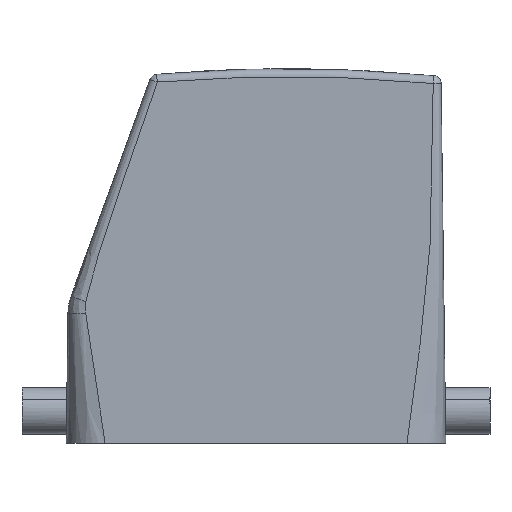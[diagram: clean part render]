
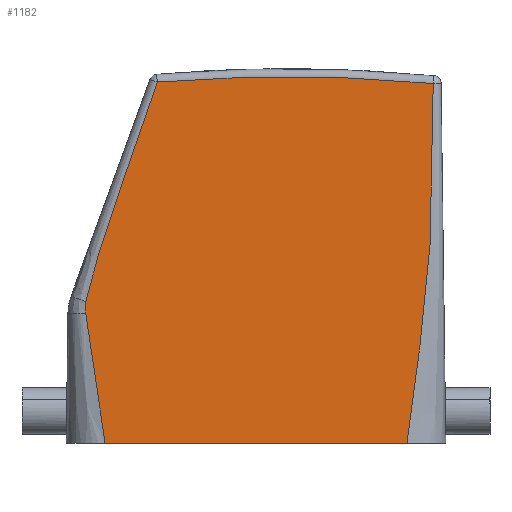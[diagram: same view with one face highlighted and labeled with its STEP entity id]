
A CAD part, left-side view. The second image highlights one B-rep face of the part: STEP entity #1182.
In plain terms, the highlighted planar face has unit normal (-1, 0, 0).
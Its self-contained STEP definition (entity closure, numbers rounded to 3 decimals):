
#845=AXIS2_PLACEMENT_3D('Circle Axis2P3D',#843,#844,$) ;
#1107=AXIS2_PLACEMENT_3D('Plane Axis2P3D',#1104,#1105,#1106) ;
#188=CARTESIAN_POINT('Vertex',(0.,63.985,69.452)) ;
#556=CARTESIAN_POINT('Control Point',(0.,63.985,69.452)) ;
#557=CARTESIAN_POINT('Control Point',(0.,64.667,67.538)) ;
#558=CARTESIAN_POINT('Control Point',(0.,65.339,65.641)) ;
#559=CARTESIAN_POINT('Control Point',(0.,65.994,63.782)) ;
#560=CARTESIAN_POINT('Control Point',(0.,67.26,60.162)) ;
#561=CARTESIAN_POINT('Control Point',(0.,68.514,56.54)) ;
#562=CARTESIAN_POINT('Control Point',(0.,69.099,54.843)) ;
#563=CARTESIAN_POINT('Control Point',(0.,70.264,51.447)) ;
#564=CARTESIAN_POINT('Control Point',(0.,71.421,48.051)) ;
#565=CARTESIAN_POINT('Control Point',(0.,71.996,46.353)) ;
#566=CARTESIAN_POINT('Control Point',(0.,72.978,43.435)) ;
#567=CARTESIAN_POINT('Control Point',(0.,73.942,40.513)) ;
#568=CARTESIAN_POINT('Control Point',(0.,74.315,39.371)) ;
#569=CARTESIAN_POINT('Control Point',(0.,75.311,36.235)) ;
#570=CARTESIAN_POINT('Control Point',(0.,76.238,33.079)) ;
#571=CARTESIAN_POINT('Control Point',(0.,76.77,31.147)) ;
#572=CARTESIAN_POINT('Control Point',(0.,77.268,29.206)) ;
#573=CARTESIAN_POINT('Control Point',(0.,77.735,27.257)) ;
#574=CARTESIAN_POINT('Vertex',(0.,77.735,27.257)) ;
#840=CARTESIAN_POINT('Vertex',(0.,10.921,69.176)) ;
#843=CARTESIAN_POINT('Axis2P3D Location',(0.,39.,-228.)) ;
#1104=CARTESIAN_POINT('Axis2P3D Location',(0.,6.967,-30.8)) ;
#1110=CARTESIAN_POINT('Control Point',(0.,77.735,27.257)) ;
#1111=CARTESIAN_POINT('Control Point',(0.,77.822,26.799)) ;
#1112=CARTESIAN_POINT('Control Point',(0.,77.867,26.333)) ;
#1113=CARTESIAN_POINT('Control Point',(0.,77.87,25.865)) ;
#1114=CARTESIAN_POINT('Control Point',(0.,77.828,25.403)) ;
#1115=CARTESIAN_POINT('Control Point',(0.,77.743,24.955)) ;
#1116=CARTESIAN_POINT('Vertex',(0.,77.743,24.955)) ;
#1120=CARTESIAN_POINT('Control Point',(0.,77.743,24.955)) ;
#1121=CARTESIAN_POINT('Control Point',(0.,77.326,21.512)) ;
#1122=CARTESIAN_POINT('Control Point',(0.,76.835,18.072)) ;
#1123=CARTESIAN_POINT('Control Point',(0.,76.298,14.68)) ;
#1124=CARTESIAN_POINT('Control Point',(0.,75.662,10.725)) ;
#1125=CARTESIAN_POINT('Control Point',(0.,75.041,6.763)) ;
#1126=CARTESIAN_POINT('Control Point',(0.,74.975,6.341)) ;
#1127=CARTESIAN_POINT('Control Point',(0.,74.817,5.324)) ;
#1128=CARTESIAN_POINT('Control Point',(0.,74.662,4.312)) ;
#1129=CARTESIAN_POINT('Control Point',(0.,74.586,3.818)) ;
#1130=CARTESIAN_POINT('Control Point',(0.,74.425,2.758)) ;
#1131=CARTESIAN_POINT('Control Point',(0.,74.267,1.7)) ;
#1132=CARTESIAN_POINT('Control Point',(0.,74.182,1.135)) ;
#1133=CARTESIAN_POINT('Control Point',(0.,74.099,0.568)) ;
#1134=CARTESIAN_POINT('Control Point',(0.,74.015,0.)) ;
#1135=CARTESIAN_POINT('Vertex',(0.,74.015,0.)) ;
#1138=CARTESIAN_POINT('Line Origine',(0.,45.001,0.)) ;
#1142=CARTESIAN_POINT('Vertex',(0.,15.987,0.)) ;
#1146=CARTESIAN_POINT('Control Point',(0.,10.921,69.176)) ;
#1147=CARTESIAN_POINT('Control Point',(0.,10.919,67.615)) ;
#1148=CARTESIAN_POINT('Control Point',(0.,10.92,66.054)) ;
#1149=CARTESIAN_POINT('Control Point',(0.,10.924,64.492)) ;
#1150=CARTESIAN_POINT('Control Point',(0.,10.935,62.229)) ;
#1151=CARTESIAN_POINT('Control Point',(0.,10.953,59.967)) ;
#1152=CARTESIAN_POINT('Control Point',(0.,10.959,59.244)) ;
#1153=CARTESIAN_POINT('Control Point',(0.,10.984,56.528)) ;
#1154=CARTESIAN_POINT('Control Point',(0.,11.018,53.811)) ;
#1155=CARTESIAN_POINT('Control Point',(0.,11.05,51.697)) ;
#1156=CARTESIAN_POINT('Control Point',(0.,11.094,49.267)) ;
#1157=CARTESIAN_POINT('Control Point',(0.,11.158,46.849)) ;
#1158=CARTESIAN_POINT('Control Point',(0.,11.17,46.433)) ;
#1159=CARTESIAN_POINT('Control Point',(0.,11.345,40.487)) ;
#1160=CARTESIAN_POINT('Control Point',(0.,11.666,34.543)) ;
#1161=CARTESIAN_POINT('Control Point',(0.,12.194,29.003)) ;
#1162=CARTESIAN_POINT('Control Point',(0.,13.111,21.358)) ;
#1163=CARTESIAN_POINT('Control Point',(0.,14.14,13.726)) ;
#1164=CARTESIAN_POINT('Control Point',(0.,14.43,11.601)) ;
#1165=CARTESIAN_POINT('Control Point',(0.,14.78,9.039)) ;
#1166=CARTESIAN_POINT('Control Point',(0.,15.127,6.477)) ;
#1167=CARTESIAN_POINT('Control Point',(0.,15.186,6.04)) ;
#1168=CARTESIAN_POINT('Control Point',(0.,15.385,4.564)) ;
#1169=CARTESIAN_POINT('Control Point',(0.,15.581,3.091)) ;
#1170=CARTESIAN_POINT('Control Point',(0.,15.717,2.06)) ;
#1171=CARTESIAN_POINT('Control Point',(0.,15.852,1.031)) ;
#1172=CARTESIAN_POINT('Control Point',(0.,15.987,0.)) ;
#844=DIRECTION('Axis2P3D Direction',(-1.,0.,0.)) ;
#1105=DIRECTION('Axis2P3D Direction',(-1.,0.,0.)) ;
#1106=DIRECTION('Axis2P3D XDirection',(0.,-0.17,0.985)) ;
#1139=DIRECTION('Vector Direction',(0.,-1.,0.)) ;
#1140=VECTOR('Line Direction',#1139,1.) ;
#1175=ORIENTED_EDGE('',*,*,#576,.F.) ;
#1176=ORIENTED_EDGE('',*,*,#1118,.F.) ;
#1177=ORIENTED_EDGE('',*,*,#1137,.F.) ;
#1178=ORIENTED_EDGE('',*,*,#1144,.T.) ;
#1179=ORIENTED_EDGE('',*,*,#1173,.T.) ;
#1180=ORIENTED_EDGE('',*,*,#847,.T.) ;
#1182=ADVANCED_FACE('Housing',(#1181),#1108,.T.) ;
#555=B_SPLINE_CURVE_WITH_KNOTS('',5,(#556,#557,#558,#559,#560,#561,#562,#563,#564,#565,#566,#567,#568,#569,#570,#571,#572,#573),.UNSPECIFIED.,.F.,.U.,(6,3,3,3,3,6),(46.846,56.964,65.89,74.816,81.222,91.225),.UNSPECIFIED.) ;
#1109=B_SPLINE_CURVE_WITH_KNOTS('',5,(#1110,#1111,#1112,#1113,#1114,#1115),.UNSPECIFIED.,.F.,.U.,(6,6),(0.,3.276),.UNSPECIFIED.) ;
#1119=B_SPLINE_CURVE_WITH_KNOTS('',5,(#1120,#1121,#1122,#1123,#1124,#1125,#1126,#1127,#1128,#1129,#1130,#1131,#1132,#1133,#1134),.UNSPECIFIED.,.F.,.U.,(6,3,3,3,6),(0.,24.507,28.211,31.774,35.859),.UNSPECIFIED.) ;
#1145=B_SPLINE_CURVE_WITH_KNOTS('',5,(#1146,#1147,#1148,#1149,#1150,#1151,#1152,#1153,#1154,#1155,#1156,#1157,#1158,#1159,#1160,#1161,#1162,#1163,#1164,#1165,#1166,#1167,#1168,#1169,#1170,#1171,#1172),.UNSPECIFIED.,.F.,.U.,(6,3,3,3,3,3,3,3,6),(0.,11.056,16.021,30.291,33.14,72.412,87.57,90.689,98.087),.UNSPECIFIED.) ;
#846=CIRCLE('generated circle',#845,298.5) ;
#576=EDGE_CURVE('',#575,#189,#555,.F.) ;
#847=EDGE_CURVE('',#841,#189,#846,.T.) ;
#1118=EDGE_CURVE('',#1117,#575,#1109,.F.) ;
#1137=EDGE_CURVE('',#1136,#1117,#1119,.F.) ;
#1144=EDGE_CURVE('',#1136,#1143,#1141,.T.) ;
#1173=EDGE_CURVE('',#1143,#841,#1145,.F.) ;
#1174=EDGE_LOOP('',(#1175,#1176,#1177,#1178,#1179,#1180)) ;
#1181=FACE_OUTER_BOUND('',#1174,.T.) ;
#1141=LINE('Line',#1138,#1140) ;
#1108=PLANE('',#1107) ;
#189=VERTEX_POINT('',#188) ;
#575=VERTEX_POINT('',#574) ;
#841=VERTEX_POINT('',#840) ;
#1117=VERTEX_POINT('',#1116) ;
#1136=VERTEX_POINT('',#1135) ;
#1143=VERTEX_POINT('',#1142) ;
